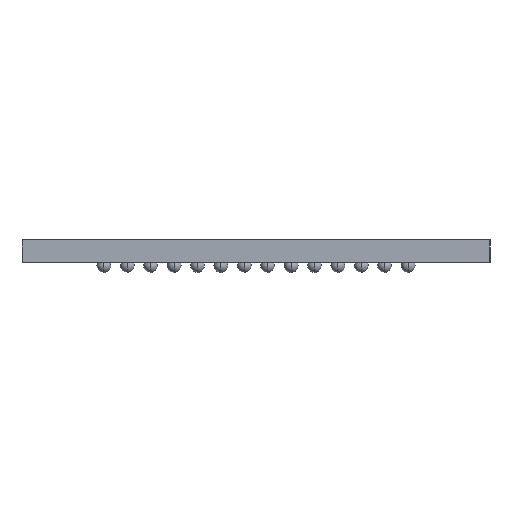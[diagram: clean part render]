
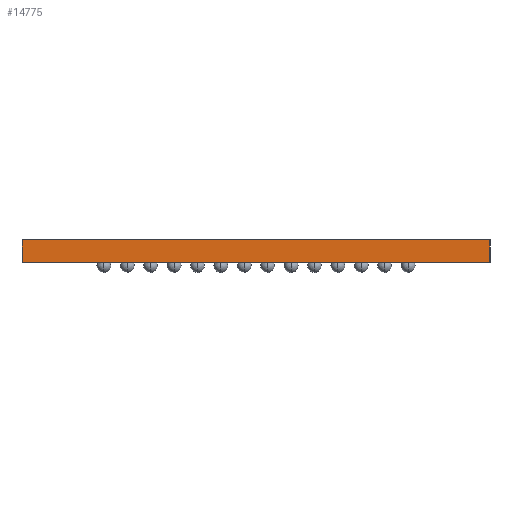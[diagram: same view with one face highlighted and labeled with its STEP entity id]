
A CAD part, left-side view. The second image highlights one B-rep face of the part: STEP entity #14775.
In plain terms, the highlighted planar face has unit normal (-1, 0, 0).
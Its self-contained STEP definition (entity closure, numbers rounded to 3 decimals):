
#599 = EDGE_CURVE ( 'NONE', #9044, #17268, #25403, .T. ) ;
#2246 = EDGE_LOOP ( 'NONE', ( #14077, #22957, #20785, #2556 ) ) ;
#2556 = ORIENTED_EDGE ( 'NONE', *, *, #16823, .T. ) ;
#2729 = VERTEX_POINT ( 'NONE', #11606 ) ;
#2985 = CARTESIAN_POINT ( 'NONE',  ( -5.5, 5., 0.48 ) ) ;
#3875 = CARTESIAN_POINT ( 'NONE',  ( -5.5, 5., 0. ) ) ;
#4166 = PLANE ( 'NONE',  #7373 ) ;
#4222 = DIRECTION ( 'NONE',  ( 0., 0., -1. ) ) ;
#4738 = VECTOR ( 'NONE', #6119, 1000. ) ;
#6119 = DIRECTION ( 'NONE',  ( 0., -1., 0. ) ) ;
#6737 = DIRECTION ( 'NONE',  ( 0., 0., -1. ) ) ;
#7083 = LINE ( 'NONE', #2985, #17493 ) ;
#7373 = AXIS2_PLACEMENT_3D ( 'NONE', #25425, #14938, #6737 ) ;
#9044 = VERTEX_POINT ( 'NONE', #26319 ) ;
#9711 = VERTEX_POINT ( 'NONE', #3875 ) ;
#10291 = EDGE_CURVE ( 'NONE', #9711, #2729, #16211, .T. ) ;
#10796 = LINE ( 'NONE', #17050, #12555 ) ;
#10852 = CARTESIAN_POINT ( 'NONE',  ( -5.5, -5., 0.48 ) ) ;
#10993 = DIRECTION ( 'NONE',  ( 0., -1., 0. ) ) ;
#11361 = DIRECTION ( 'NONE',  ( 0., 0., -1. ) ) ;
#11606 = CARTESIAN_POINT ( 'NONE',  ( -5.5, -5., 0. ) ) ;
#11843 = EDGE_CURVE ( 'NONE', #17268, #2729, #10796, .T. ) ;
#12142 = CARTESIAN_POINT ( 'NONE',  ( -5.5, -5., 0. ) ) ;
#12555 = VECTOR ( 'NONE', #4222, 1000. ) ;
#14077 = ORIENTED_EDGE ( 'NONE', *, *, #10291, .T. ) ;
#14565 = CARTESIAN_POINT ( 'NONE',  ( -5.5, -5., 0.48 ) ) ;
#14775 = ADVANCED_FACE ( 'NONE', ( #22838 ), #4166, .F. ) ;
#14938 = DIRECTION ( 'NONE',  ( 1., 0., 0. ) ) ;
#16211 = LINE ( 'NONE', #12142, #4738 ) ;
#16823 = EDGE_CURVE ( 'NONE', #9044, #9711, #7083, .T. ) ;
#17050 = CARTESIAN_POINT ( 'NONE',  ( -5.5, -5., 0.48 ) ) ;
#17268 = VERTEX_POINT ( 'NONE', #14565 ) ;
#17493 = VECTOR ( 'NONE', #11361, 1000. ) ;
#20785 = ORIENTED_EDGE ( 'NONE', *, *, #599, .F. ) ;
#22838 = FACE_OUTER_BOUND ( 'NONE', #2246, .T. ) ;
#22957 = ORIENTED_EDGE ( 'NONE', *, *, #11843, .F. ) ;
#23692 = VECTOR ( 'NONE', #10993, 1000. ) ;
#25403 = LINE ( 'NONE', #10852, #23692 ) ;
#25425 = CARTESIAN_POINT ( 'NONE',  ( -5.5, -5., 0.48 ) ) ;
#26319 = CARTESIAN_POINT ( 'NONE',  ( -5.5, 5., 0.48 ) ) ;
